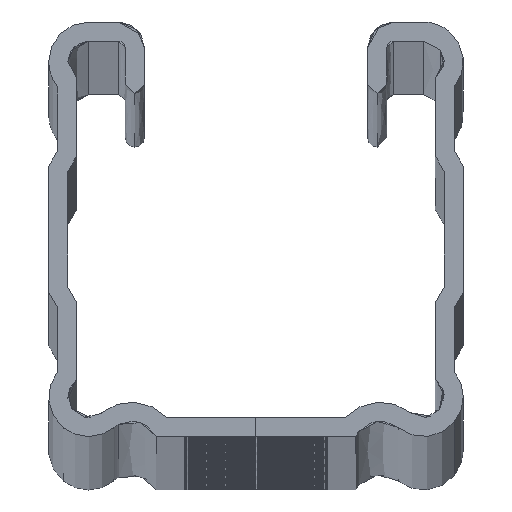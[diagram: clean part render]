
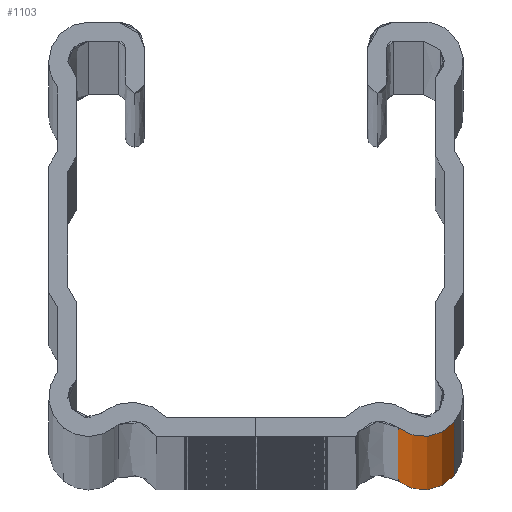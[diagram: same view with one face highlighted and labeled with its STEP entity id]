
A CAD part, top view. The second image highlights one B-rep face of the part: STEP entity #1103.
In plain terms, the highlighted free-form (B-spline) face has degree [3, 1] with [4, 2] control points.
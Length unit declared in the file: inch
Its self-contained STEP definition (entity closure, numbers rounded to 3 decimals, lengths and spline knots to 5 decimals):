
#1103=ADVANCED_FACE('',(#2415),#2416,.T.);
#2415=FACE_OUTER_BOUND('',#5245,.T.);
#2416=B_SPLINE_SURFACE_WITH_KNOTS('',3,1,((#5246,#5247),(#5248,#5249),(#5250,#5251),(#5252,#5253)),.UNSPECIFIED.,.F.,.F.,.F.,(4,4),(2,2),(-1.0,-0.0),(0.0,120.0),.UNSPECIFIED.);
#5245=EDGE_LOOP('',(#8865,#8866,#8867,#8868));
#5246=CARTESIAN_POINT('',(1.31277,0.00019,0.0));
#5247=CARTESIAN_POINT('',(1.31277,0.00019,120.0));
#5248=CARTESIAN_POINT('',(1.37949,-0.05431,0.0));
#5249=CARTESIAN_POINT('',(1.37949,-0.05431,120.0));
#5250=CARTESIAN_POINT('',(1.47777,-0.04441,0.0));
#5251=CARTESIAN_POINT('',(1.47777,-0.04441,120.0));
#5252=CARTESIAN_POINT('',(1.53228,0.02231,0.0));
#5253=CARTESIAN_POINT('',(1.53228,0.02231,120.0));
#8865=ORIENTED_EDGE('',*,*,#10528,.T.);
#8866=ORIENTED_EDGE('',*,*,#10468,.F.);
#8867=ORIENTED_EDGE('',*,*,#10694,.F.);
#8868=ORIENTED_EDGE('',*,*,#10601,.T.);
#10468=EDGE_CURVE('',#12931,#12926,#12933,.T.);
#10528=EDGE_CURVE('',#12994,#12926,#12995,.T.);
#10601=EDGE_CURVE('',#13102,#12994,#13103,.T.);
#10694=EDGE_CURVE('',#13102,#12931,#13229,.T.);
#12926=VERTEX_POINT('',#17376);
#12931=VERTEX_POINT('',#17385);
#12933=LINE('',#17390,#17391);
#12994=VERTEX_POINT('',#17488);
#12995=B_SPLINE_CURVE_WITH_KNOTS('',3,(#17489,#17490,#17491,#17492),.UNSPECIFIED.,.F.,.F.,(4,4),(0.0,1.0),.UNSPECIFIED.);
#13102=VERTEX_POINT('',#17683);
#13103=LINE('',#17684,#17685);
#13229=B_SPLINE_CURVE_WITH_KNOTS('',3,(#17910,#17911,#17912,#17913),.UNSPECIFIED.,.F.,.F.,(4,4),(0.0,1.0),.UNSPECIFIED.);
#17376=CARTESIAN_POINT('',(1.31277,0.00019,120.0));
#17385=CARTESIAN_POINT('',(1.31277,0.00019,0.0));
#17390=CARTESIAN_POINT('',(1.31277,0.00019,0.0));
#17391=VECTOR('',#18954,1.0);
#17488=CARTESIAN_POINT('',(1.53228,0.02231,120.0));
#17489=CARTESIAN_POINT('',(1.53228,0.02231,120.0));
#17490=CARTESIAN_POINT('',(1.47777,-0.04441,120.0));
#17491=CARTESIAN_POINT('',(1.37949,-0.05431,120.0));
#17492=CARTESIAN_POINT('',(1.31277,0.00019,120.0));
#17683=CARTESIAN_POINT('',(1.53228,0.02231,0.0));
#17684=CARTESIAN_POINT('',(1.53228,0.02231,0.0));
#17685=VECTOR('',#19042,1.0);
#17910=CARTESIAN_POINT('',(1.53228,0.02231,0.0));
#17911=CARTESIAN_POINT('',(1.47777,-0.04441,0.0));
#17912=CARTESIAN_POINT('',(1.37949,-0.05431,0.0));
#17913=CARTESIAN_POINT('',(1.31277,0.00019,0.0));
#18954=DIRECTION('',(0.0,0.0,1.0));
#19042=DIRECTION('',(0.0,0.0,1.0));
